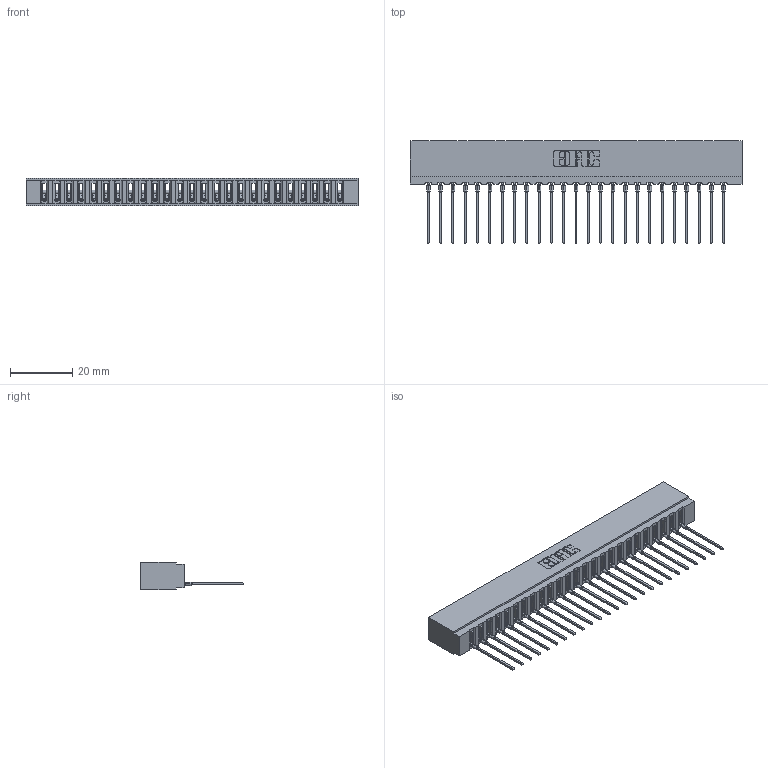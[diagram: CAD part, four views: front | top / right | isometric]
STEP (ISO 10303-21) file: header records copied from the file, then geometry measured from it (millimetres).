
FILE_DESCRIPTION (( 'STEP AP203' ), '1' );
FILE_NAME ('717-025-541-101.STEP', '2026-02-20T21:02:53', ( '' ), ( '' ), 'SwSTEP 2.0', 'SolidWorks 2023', '' );
FILE_SCHEMA (( 'CONFIG_CONTROL_DESIGN' ));
Length unit declared in the file: millimetre
Products named in the file (3): 745-292-001_541; 717 Part_Insulator Option - 06; 717-025-541-101
Assembly tree (26 placements, depth 2):
  717-025-541-101
    717 Part_Insulator Option - 06
    745-292-001_541  x25
Bounding box: 106.93 x 33.01 x 8.89 mm (x, y, z)
Volume: 9213.5 mm3; surface area: 13283.5 mm2
Topology: 26 solids, 26 shells, 2919 faces, 8026 edges, 5066 vertices
Faces by surface type: plane 1754, cylinder 515, bspline 500, torus 150
Entity records: 44365 total; most frequent: CARTESIAN_POINT 8322, ORIENTED_EDGE 7748, DIRECTION 6730, EDGE_CURVE 3874, LINE 3542, VECTOR 3542, VERTEX_POINT 2474, AXIS2_PLACEMENT_3D 1594
